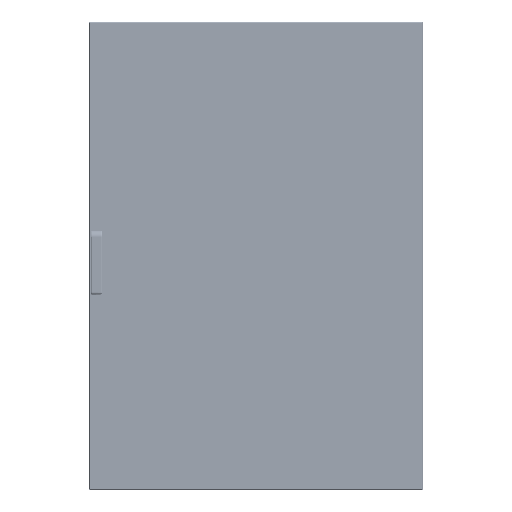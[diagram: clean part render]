
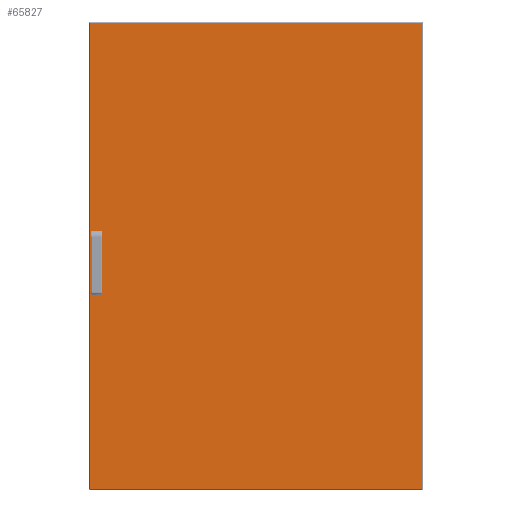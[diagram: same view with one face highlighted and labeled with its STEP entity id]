
A CAD part, top view. The second image highlights one B-rep face of the part: STEP entity #65827.
In plain terms, the highlighted planar face has unit normal (0, 0, 1).
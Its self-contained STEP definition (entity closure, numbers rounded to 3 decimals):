
#14373 = CARTESIAN_POINT ( 'NONE',  ( 0., 0., 0. ) ) ;
#14381 = PLANE ( 'NONE',  #52295 ) ;
#14392 = DIRECTION ( 'NONE',  ( 0., 0., 1. ) ) ;
#14393 = DIRECTION ( 'NONE',  ( 1., 0., 0. ) ) ;
#25762 = VERTEX_POINT ( 'NONE', #46085 ) ;
#25764 = VERTEX_POINT ( 'NONE', #46086 ) ;
#25768 = VERTEX_POINT ( 'NONE', #46088 ) ;
#25776 = VERTEX_POINT ( 'NONE', #46092 ) ;
#25778 = VERTEX_POINT ( 'NONE', #46093 ) ;
#25780 = VERTEX_POINT ( 'NONE', #46094 ) ;
#25782 = VERTEX_POINT ( 'NONE', #46095 ) ;
#25784 = VERTEX_POINT ( 'NONE', #46096 ) ;
#25786 = VERTEX_POINT ( 'NONE', #46097 ) ;
#25788 = VERTEX_POINT ( 'NONE', #46098 ) ;
#25790 = VERTEX_POINT ( 'NONE', #46099 ) ;
#25792 = VERTEX_POINT ( 'NONE', #46100 ) ;
#25794 = VERTEX_POINT ( 'NONE', #46101 ) ;
#25796 = VERTEX_POINT ( 'NONE', #46102 ) ;
#25822 = VERTEX_POINT ( 'NONE', #46115 ) ;
#25824 = VERTEX_POINT ( 'NONE', #46116 ) ;
#27218 = LINE ( 'NONE', #42859, #27224 ) ;
#27219 = LINE ( 'NONE', #42865, #27222 ) ;
#27222 = VECTOR ( 'NONE', #42867, 1000. ) ;
#27223 = LINE ( 'NONE', #42869, #27226 ) ;
#27224 = VECTOR ( 'NONE', #42868, 1000. ) ;
#27225 = LINE ( 'NONE', #42871, #27228 ) ;
#27226 = VECTOR ( 'NONE', #42870, 1000. ) ;
#27227 = LINE ( 'NONE', #42873, #27230 ) ;
#27228 = VECTOR ( 'NONE', #42872, 1000. ) ;
#27229 = LINE ( 'NONE', #42875, #27232 ) ;
#27230 = VECTOR ( 'NONE', #42874, 1000. ) ;
#27231 = LINE ( 'NONE', #42877, #27234 ) ;
#27232 = VECTOR ( 'NONE', #42876, 1000. ) ;
#27233 = LINE ( 'NONE', #42879, #27236 ) ;
#27234 = VECTOR ( 'NONE', #42878, 1000. ) ;
#27235 = LINE ( 'NONE', #42881, #27238 ) ;
#27236 = VECTOR ( 'NONE', #42880, 1000. ) ;
#27237 = CIRCLE ( 'NONE', #28462, 4.5 ) ;
#27238 = VECTOR ( 'NONE', #42882, 1000. ) ;
#27239 = LINE ( 'NONE', #42866, #27241 ) ;
#27240 = LINE ( 'NONE', #42888, #27243 ) ;
#27241 = VECTOR ( 'NONE', #42860, 1000. ) ;
#27242 = LINE ( 'NONE', #42890, #27245 ) ;
#27243 = VECTOR ( 'NONE', #42889, 1000. ) ;
#27244 = LINE ( 'NONE', #42892, #27247 ) ;
#27245 = VECTOR ( 'NONE', #42891, 1000. ) ;
#27246 = LINE ( 'NONE', #42894, #27249 ) ;
#27247 = VECTOR ( 'NONE', #42893, 1000. ) ;
#27248 = CIRCLE ( 'NONE', #28463, 4.5 ) ;
#27249 = VECTOR ( 'NONE', #42895, 1000. ) ;
#28462 = AXIS2_PLACEMENT_3D ( 'NONE', #42885, #42886, #42887 ) ;
#28463 = AXIS2_PLACEMENT_3D ( 'NONE', #42898, #42899, #42900 ) ;
#32182 = EDGE_CURVE ( 'NONE', #25762, #25776, #27219, .T. ) ;
#32183 = EDGE_CURVE ( 'NONE', #25764, #25762, #27218, .T. ) ;
#32184 = EDGE_CURVE ( 'NONE', #25768, #25764, #27223, .T. ) ;
#32185 = EDGE_CURVE ( 'NONE', #25776, #25768, #27225, .T. ) ;
#32186 = EDGE_CURVE ( 'NONE', #25794, #25778, #27227, .T. ) ;
#32187 = EDGE_CURVE ( 'NONE', #25778, #25780, #27229, .T. ) ;
#32188 = EDGE_CURVE ( 'NONE', #25780, #25782, #27231, .T. ) ;
#32189 = EDGE_CURVE ( 'NONE', #25782, #25784, #27233, .T. ) ;
#32190 = EDGE_CURVE ( 'NONE', #25784, #25786, #27235, .T. ) ;
#32191 = EDGE_CURVE ( 'NONE', #25786, #25788, #27237, .T. ) ;
#32192 = EDGE_CURVE ( 'NONE', #25788, #25792, #27239, .T. ) ;
#32193 = EDGE_CURVE ( 'NONE', #25792, #25824, #27240, .T. ) ;
#32194 = EDGE_CURVE ( 'NONE', #25824, #25790, #27242, .T. ) ;
#32195 = EDGE_CURVE ( 'NONE', #25790, #25796, #27244, .T. ) ;
#32196 = EDGE_CURVE ( 'NONE', #25796, #25822, #27246, .T. ) ;
#32197 = EDGE_CURVE ( 'NONE', #25822, #25794, #27248, .T. ) ;
#42859 = CARTESIAN_POINT ( 'NONE',  ( 494., -697.5, 0. ) ) ;
#42860 = DIRECTION ( 'NONE',  ( 0., -1., 0. ) ) ;
#42865 = CARTESIAN_POINT ( 'NONE',  ( 494., 694.5, 0. ) ) ;
#42866 = CARTESIAN_POINT ( 'NONE',  ( -480., 50., 0. ) ) ;
#42867 = DIRECTION ( 'NONE',  ( -1., 0., 0. ) ) ;
#42868 = DIRECTION ( 'NONE',  ( 0., 1., 0. ) ) ;
#42869 = CARTESIAN_POINT ( 'NONE',  ( -494., -694.5, 0. ) ) ;
#42870 = DIRECTION ( 'NONE',  ( 1., 0., 0. ) ) ;
#42871 = CARTESIAN_POINT ( 'NONE',  ( -494., 697.5, 0. ) ) ;
#42872 = DIRECTION ( 'NONE',  ( 0., -1., 0. ) ) ;
#42873 = CARTESIAN_POINT ( 'NONE',  ( -471., -54.3, 0. ) ) ;
#42874 = DIRECTION ( 'NONE',  ( 0., 1., 0. ) ) ;
#42875 = CARTESIAN_POINT ( 'NONE',  ( -471., -50., 0. ) ) ;
#42876 = DIRECTION ( 'NONE',  ( 1., 0., 0. ) ) ;
#42877 = CARTESIAN_POINT ( 'NONE',  ( -463., 50., 0. ) ) ;
#42878 = DIRECTION ( 'NONE',  ( 0., 1., 0. ) ) ;
#42879 = CARTESIAN_POINT ( 'NONE',  ( -471., 50., 0. ) ) ;
#42880 = DIRECTION ( 'NONE',  ( -1., 0., 0. ) ) ;
#42881 = CARTESIAN_POINT ( 'NONE',  ( -471., 50., 0. ) ) ;
#42882 = DIRECTION ( 'NONE',  ( 0., 1., 0. ) ) ;
#42885 = CARTESIAN_POINT ( 'NONE',  ( -475.5, 54.3, 0. ) ) ;
#42886 = DIRECTION ( 'NONE',  ( 0., 0., 1. ) ) ;
#42887 = DIRECTION ( 'NONE',  ( 1., 0., 0. ) ) ;
#42888 = CARTESIAN_POINT ( 'NONE',  ( -488., 50., 0. ) ) ;
#42889 = DIRECTION ( 'NONE',  ( -1., 0., 0. ) ) ;
#42890 = CARTESIAN_POINT ( 'NONE',  ( -488., 50., 0. ) ) ;
#42891 = DIRECTION ( 'NONE',  ( 0., -1., 0. ) ) ;
#42892 = CARTESIAN_POINT ( 'NONE',  ( -488., -50., 0. ) ) ;
#42893 = DIRECTION ( 'NONE',  ( 1., 0., 0. ) ) ;
#42894 = CARTESIAN_POINT ( 'NONE',  ( -480., -54.3, 0. ) ) ;
#42895 = DIRECTION ( 'NONE',  ( 0., -1., 0. ) ) ;
#42898 = CARTESIAN_POINT ( 'NONE',  ( -475.5, -54.3, 0. ) ) ;
#42899 = DIRECTION ( 'NONE',  ( 0., 0., 1. ) ) ;
#42900 = DIRECTION ( 'NONE',  ( 1., 0., 0. ) ) ;
#46085 = CARTESIAN_POINT ( 'NONE',  ( 494., 694.5, 0. ) ) ;
#46086 = CARTESIAN_POINT ( 'NONE',  ( 494., -694.5, 0. ) ) ;
#46088 = CARTESIAN_POINT ( 'NONE',  ( -494., -694.5, 0. ) ) ;
#46092 = CARTESIAN_POINT ( 'NONE',  ( -494., 694.5, 0. ) ) ;
#46093 = CARTESIAN_POINT ( 'NONE',  ( -471., -50., 0. ) ) ;
#46094 = CARTESIAN_POINT ( 'NONE',  ( -463., -50., 0. ) ) ;
#46095 = CARTESIAN_POINT ( 'NONE',  ( -463., 50., 0. ) ) ;
#46096 = CARTESIAN_POINT ( 'NONE',  ( -471., 50., 0. ) ) ;
#46097 = CARTESIAN_POINT ( 'NONE',  ( -471., 54.3, 0. ) ) ;
#46098 = CARTESIAN_POINT ( 'NONE',  ( -480., 54.3, 0. ) ) ;
#46099 = CARTESIAN_POINT ( 'NONE',  ( -488., -50., 0. ) ) ;
#46100 = CARTESIAN_POINT ( 'NONE',  ( -480., 50., 0. ) ) ;
#46101 = CARTESIAN_POINT ( 'NONE',  ( -471., -54.3, 0. ) ) ;
#46102 = CARTESIAN_POINT ( 'NONE',  ( -480., -50., 0. ) ) ;
#46115 = CARTESIAN_POINT ( 'NONE',  ( -480., -54.3, 0. ) ) ;
#46116 = CARTESIAN_POINT ( 'NONE',  ( -488., 50., 0. ) ) ;
#52295 = AXIS2_PLACEMENT_3D ( 'NONE', #14373, #14392, #14393 ) ;
#61541 = FACE_BOUND ( 'NONE', #65642, .T. ) ;
#61544 = FACE_OUTER_BOUND ( 'NONE', #65639, .T. ) ;
#65639 = EDGE_LOOP ( 'NONE', ( #66931, #66932, #66933, #66934 ) ) ;
#65642 = EDGE_LOOP ( 'NONE', ( #66919, #66920, #66921, #66922, #66923, #66924, #66925, #66926, #66927, #66928, #66929, #66930 ) ) ;
#65827 = ADVANCED_FACE ( 'NONE', ( #61541, #61544 ), #14381, .T. ) ;
#66919 = ORIENTED_EDGE ( 'NONE', *, *, #32197, .F. ) ;
#66920 = ORIENTED_EDGE ( 'NONE', *, *, #32196, .F. ) ;
#66921 = ORIENTED_EDGE ( 'NONE', *, *, #32195, .F. ) ;
#66922 = ORIENTED_EDGE ( 'NONE', *, *, #32194, .F. ) ;
#66923 = ORIENTED_EDGE ( 'NONE', *, *, #32193, .F. ) ;
#66924 = ORIENTED_EDGE ( 'NONE', *, *, #32192, .F. ) ;
#66925 = ORIENTED_EDGE ( 'NONE', *, *, #32191, .F. ) ;
#66926 = ORIENTED_EDGE ( 'NONE', *, *, #32190, .F. ) ;
#66927 = ORIENTED_EDGE ( 'NONE', *, *, #32189, .F. ) ;
#66928 = ORIENTED_EDGE ( 'NONE', *, *, #32188, .F. ) ;
#66929 = ORIENTED_EDGE ( 'NONE', *, *, #32187, .F. ) ;
#66930 = ORIENTED_EDGE ( 'NONE', *, *, #32186, .F. ) ;
#66931 = ORIENTED_EDGE ( 'NONE', *, *, #32185, .T. ) ;
#66932 = ORIENTED_EDGE ( 'NONE', *, *, #32184, .T. ) ;
#66933 = ORIENTED_EDGE ( 'NONE', *, *, #32183, .T. ) ;
#66934 = ORIENTED_EDGE ( 'NONE', *, *, #32182, .T. ) ;
